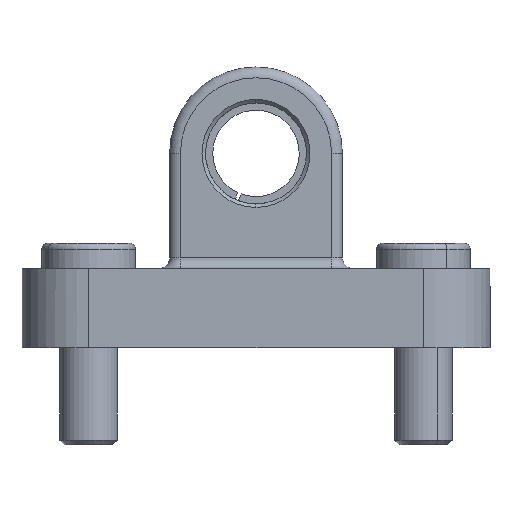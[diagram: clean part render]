
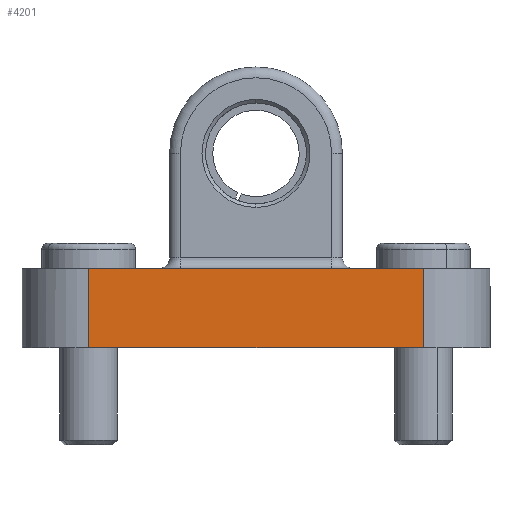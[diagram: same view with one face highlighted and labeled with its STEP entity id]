
A CAD part, left-side view. The second image highlights one B-rep face of the part: STEP entity #4201.
In plain terms, the highlighted planar face has unit normal (-1, 0, 0).
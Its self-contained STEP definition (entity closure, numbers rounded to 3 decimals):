
#25 = DIRECTION ( 'NONE',  ( 0., -1., 0. ) ) ;
#1090 = DIRECTION ( 'NONE',  ( 0., 0., -1. ) ) ;
#1699 = ORIENTED_EDGE ( 'NONE', *, *, #10025, .T. ) ;
#1771 = EDGE_LOOP ( 'NONE', ( #6284, #10026, #1699, #8319 ) ) ;
#1836 = VECTOR ( 'NONE', #4030, 1000. ) ;
#2556 = CARTESIAN_POINT ( 'NONE',  ( -32.5, 23.25, 11. ) ) ;
#2725 = CARTESIAN_POINT ( 'NONE',  ( -32.5, -32.5, 11. ) ) ;
#3207 = PLANE ( 'NONE',  #3352 ) ;
#3208 = CARTESIAN_POINT ( 'NONE',  ( -32.5, -23.25, 0. ) ) ;
#3352 = AXIS2_PLACEMENT_3D ( 'NONE', #6877, #10355, #7754 ) ;
#3733 = EDGE_CURVE ( 'NONE', #8184, #8403, #5323, .T. ) ;
#4030 = DIRECTION ( 'NONE',  ( 0., 0., 1. ) ) ;
#4155 = FACE_OUTER_BOUND ( 'NONE', #1771, .T. ) ;
#4201 = ADVANCED_FACE ( 'NONE', ( #4155 ), #3207, .F. ) ;
#4424 = VECTOR ( 'NONE', #25, 1000. ) ;
#5323 = LINE ( 'NONE', #2725, #4424 ) ;
#5811 = CARTESIAN_POINT ( 'NONE',  ( -32.5, -23.25, 11. ) ) ;
#6284 = ORIENTED_EDGE ( 'NONE', *, *, #11262, .T. ) ;
#6736 = VECTOR ( 'NONE', #8417, 1000. ) ;
#6877 = CARTESIAN_POINT ( 'NONE',  ( -32.5, -32.5, 11. ) ) ;
#7713 = VERTEX_POINT ( 'NONE', #11129 ) ;
#7754 = DIRECTION ( 'NONE',  ( 0., 0., -1. ) ) ;
#8168 = CARTESIAN_POINT ( 'NONE',  ( -32.5, 23.25, 11. ) ) ;
#8184 = VERTEX_POINT ( 'NONE', #2556 ) ;
#8319 = ORIENTED_EDGE ( 'NONE', *, *, #10888, .T. ) ;
#8403 = VERTEX_POINT ( 'NONE', #10196 ) ;
#8417 = DIRECTION ( 'NONE',  ( 0., -1., 0. ) ) ;
#8534 = CARTESIAN_POINT ( 'NONE',  ( -32.5, -32.5, 0. ) ) ;
#8627 = VECTOR ( 'NONE', #1090, 1000. ) ;
#9467 = LINE ( 'NONE', #8534, #6736 ) ;
#9929 = LINE ( 'NONE', #8168, #8627 ) ;
#10025 = EDGE_CURVE ( 'NONE', #8184, #7713, #9929, .T. ) ;
#10026 = ORIENTED_EDGE ( 'NONE', *, *, #3733, .F. ) ;
#10196 = CARTESIAN_POINT ( 'NONE',  ( -32.5, -23.25, 11. ) ) ;
#10355 = DIRECTION ( 'NONE',  ( 1., 0., 0. ) ) ;
#10888 = EDGE_CURVE ( 'NONE', #7713, #10991, #9467, .T. ) ;
#10991 = VERTEX_POINT ( 'NONE', #3208 ) ;
#11053 = LINE ( 'NONE', #5811, #1836 ) ;
#11129 = CARTESIAN_POINT ( 'NONE',  ( -32.5, 23.25, 0. ) ) ;
#11262 = EDGE_CURVE ( 'NONE', #10991, #8403, #11053, .T. ) ;
